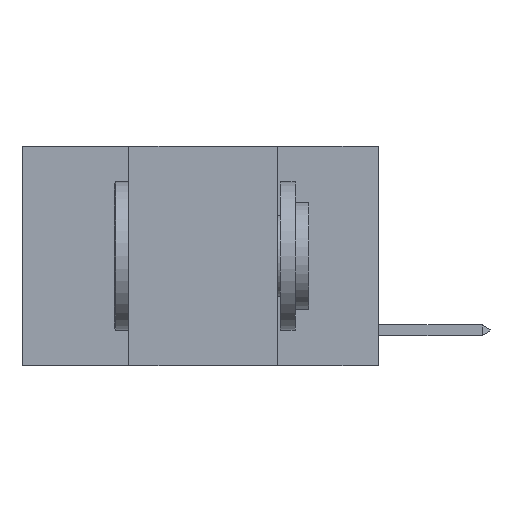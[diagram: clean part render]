
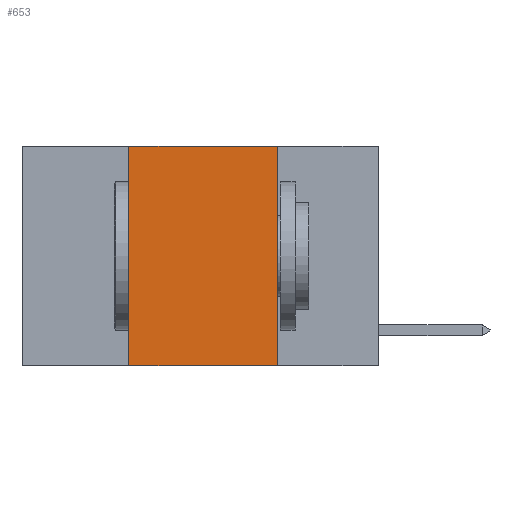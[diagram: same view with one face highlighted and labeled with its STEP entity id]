
A CAD part, left-side view. The second image highlights one B-rep face of the part: STEP entity #653.
In plain terms, the highlighted planar face has unit normal (-1, 0, 0).
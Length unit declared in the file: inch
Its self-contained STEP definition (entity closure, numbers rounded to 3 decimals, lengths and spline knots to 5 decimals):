
#9 = LINE ( 'NONE', #18076, #9049 ) ;
#653 = ADVANCED_FACE ( 'NONE', ( #7442 ), #4179, .F. ) ;
#955 = CARTESIAN_POINT ( 'NONE',  ( 0., 0.6, 0. ) ) ;
#1636 = VERTEX_POINT ( 'NONE', #11923 ) ;
#2166 = CARTESIAN_POINT ( 'NONE',  ( 0., 0.17, -0.37 ) ) ;
#3336 = ORIENTED_EDGE ( 'NONE', *, *, #12810, .F. ) ;
#3634 = VECTOR ( 'NONE', #15736, 39.37008 ) ;
#3686 = VECTOR ( 'NONE', #12579, 39.37008 ) ;
#4179 = PLANE ( 'NONE',  #16403 ) ;
#4429 = ORIENTED_EDGE ( 'NONE', *, *, #19784, .T. ) ;
#5210 = EDGE_LOOP ( 'NONE', ( #16060, #3336, #12229, #4429 ) ) ;
#6585 = DIRECTION ( 'NONE',  ( 0., 0., -1. ) ) ;
#6814 = VERTEX_POINT ( 'NONE', #19367 ) ;
#7254 = CARTESIAN_POINT ( 'NONE',  ( 0., 0.42, 0. ) ) ;
#7442 = FACE_OUTER_BOUND ( 'NONE', #5210, .T. ) ;
#8202 = VERTEX_POINT ( 'NONE', #16384 ) ;
#9049 = VECTOR ( 'NONE', #6585, 39.37008 ) ;
#10950 = CARTESIAN_POINT ( 'NONE',  ( 0., 0.6, -0.37 ) ) ;
#11923 = CARTESIAN_POINT ( 'NONE',  ( 0., 0.17, 0. ) ) ;
#12229 = ORIENTED_EDGE ( 'NONE', *, *, #19360, .F. ) ;
#12392 = CARTESIAN_POINT ( 'NONE',  ( 0., 0.6, 0. ) ) ;
#12579 = DIRECTION ( 'NONE',  ( 0., -1., 0. ) ) ;
#12810 = EDGE_CURVE ( 'NONE', #6814, #1636, #16847, .T. ) ;
#14597 = VERTEX_POINT ( 'NONE', #2166 ) ;
#15736 = DIRECTION ( 'NONE',  ( 0., -1., 0. ) ) ;
#16060 = ORIENTED_EDGE ( 'NONE', *, *, #17743, .F. ) ;
#16384 = CARTESIAN_POINT ( 'NONE',  ( 0., 0.42, -0.37 ) ) ;
#16403 = AXIS2_PLACEMENT_3D ( 'NONE', #955, #21604, #21443 ) ;
#16420 = VECTOR ( 'NONE', #17061, 39.37008 ) ;
#16847 = LINE ( 'NONE', #12392, #3634 ) ;
#17061 = DIRECTION ( 'NONE',  ( 0., 0., 1. ) ) ;
#17743 = EDGE_CURVE ( 'NONE', #1636, #14597, #9, .T. ) ;
#17957 = LINE ( 'NONE', #7254, #16420 ) ;
#18076 = CARTESIAN_POINT ( 'NONE',  ( 0., 0.17, 0. ) ) ;
#19360 = EDGE_CURVE ( 'NONE', #8202, #6814, #17957, .T. ) ;
#19367 = CARTESIAN_POINT ( 'NONE',  ( 0., 0.42, 0. ) ) ;
#19784 = EDGE_CURVE ( 'NONE', #8202, #14597, #20830, .T. ) ;
#20830 = LINE ( 'NONE', #10950, #3686 ) ;
#21443 = DIRECTION ( 'NONE',  ( 0., 0., -1. ) ) ;
#21604 = DIRECTION ( 'NONE',  ( 1., 0., 0. ) ) ;
